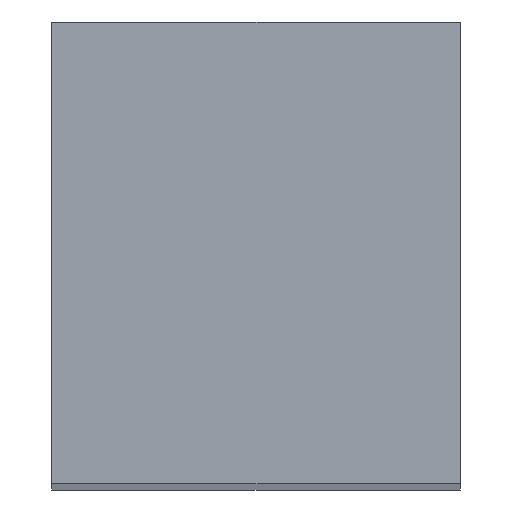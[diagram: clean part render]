
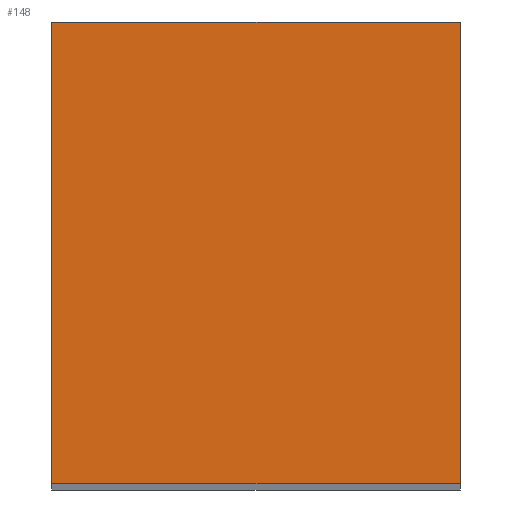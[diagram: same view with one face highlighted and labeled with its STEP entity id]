
A CAD part, top view. The second image highlights one B-rep face of the part: STEP entity #148.
In plain terms, the highlighted planar face has unit normal (0, 0, 1).
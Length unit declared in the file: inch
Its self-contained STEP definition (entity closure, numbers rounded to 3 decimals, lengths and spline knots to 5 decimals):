
#20=PLANE('',#174);
#28=FACE_OUTER_BOUND('',#36,.T.);
#36=EDGE_LOOP('',(#119,#120,#121,#122));
#48=LINE('',#237,#62);
#51=LINE('',#243,#65);
#52=LINE('',#245,#66);
#53=LINE('',#246,#67);
#62=VECTOR('',#198,0.3937);
#65=VECTOR('',#203,0.3937);
#66=VECTOR('',#204,0.3937);
#67=VECTOR('',#205,0.3937);
#81=VERTEX_POINT('',#233);
#83=VERTEX_POINT('',#236);
#85=VERTEX_POINT('',#242);
#86=VERTEX_POINT('',#244);
#96=EDGE_CURVE('',#81,#83,#48,.T.);
#99=EDGE_CURVE('',#85,#81,#51,.T.);
#100=EDGE_CURVE('',#85,#86,#52,.T.);
#101=EDGE_CURVE('',#86,#83,#53,.T.);
#119=ORIENTED_EDGE('',*,*,#99,.F.);
#120=ORIENTED_EDGE('',*,*,#100,.T.);
#121=ORIENTED_EDGE('',*,*,#101,.T.);
#122=ORIENTED_EDGE('',*,*,#96,.F.);
#148=ADVANCED_FACE('',(#28),#20,.F.);
#174=AXIS2_PLACEMENT_3D('',#241,#201,#202);
#198=DIRECTION('',(-1.,0.,0.));
#201=DIRECTION('center_axis',(0.,0.,
-1.));
#202=DIRECTION('ref_axis',(0.,-1.,0.));
#203=DIRECTION('',(0.,-1.,0.));
#204=DIRECTION('',(-1.,0.,0.));
#205=DIRECTION('',(0.,-1.,0.));
#233=CARTESIAN_POINT('',(-0.14479,4.78485,5.50357));
#236=CARTESIAN_POINT('',(-0.44479,4.78485,5.50357));
#237=CARTESIAN_POINT('',(-0.14479,4.78485,5.50357));
#241=CARTESIAN_POINT('Origin',(-0.14479,5.12435,5.50357));
#242=CARTESIAN_POINT('',(-0.14479,5.12435,5.50357));
#243=CARTESIAN_POINT('',(-0.14479,5.12435,5.50357));
#244=CARTESIAN_POINT('',(-0.44479,5.12435,5.50357));
#245=CARTESIAN_POINT('',(-0.14479,5.12435,5.50357));
#246=CARTESIAN_POINT('',(-0.44479,5.12435,5.50357));
